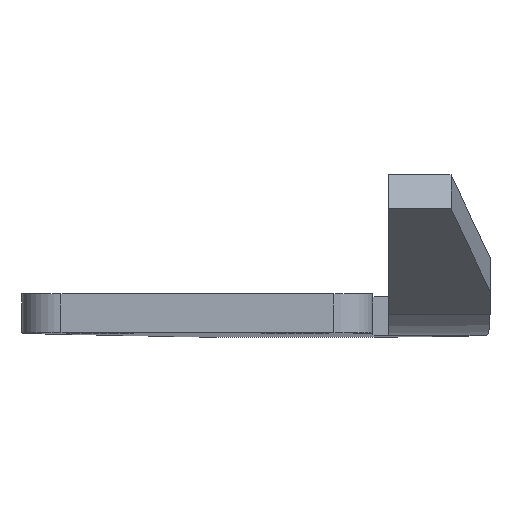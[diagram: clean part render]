
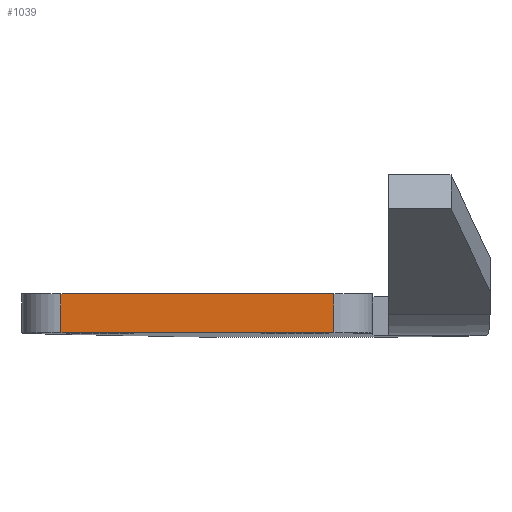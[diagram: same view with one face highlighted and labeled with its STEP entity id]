
A CAD part, top view. The second image highlights one B-rep face of the part: STEP entity #1039.
In plain terms, the highlighted planar face has unit normal (0, 0, 1).
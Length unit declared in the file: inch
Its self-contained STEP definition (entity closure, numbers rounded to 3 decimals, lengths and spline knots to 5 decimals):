
#12 = CARTESIAN_POINT ( 'NONE',  ( 0.75, 0.0625, -6.30698 ) ) ;
#23 = VERTEX_POINT ( 'NONE', #210 ) ;
#55 = DIRECTION ( 'NONE',  ( -1., 0., 0. ) ) ;
#81 = ORIENTED_EDGE ( 'NONE', *, *, #390, .T. ) ;
#93 = VECTOR ( 'NONE', #350, 39.37008 ) ;
#210 = CARTESIAN_POINT ( 'NONE',  ( 0.75, 0.1875, -6.30698 ) ) ;
#303 = DIRECTION ( 'NONE',  ( -1., 0., 0. ) ) ;
#310 = CARTESIAN_POINT ( 'NONE',  ( -0.125, 0.0625, -6.30698 ) ) ;
#314 = PLANE ( 'NONE',  #734 ) ;
#344 = ORIENTED_EDGE ( 'NONE', *, *, #1172, .F. ) ;
#350 = DIRECTION ( 'NONE',  ( 0., 1., 0. ) ) ;
#389 = CARTESIAN_POINT ( 'NONE',  ( 0., 0.0625, -6.30698 ) ) ;
#390 = EDGE_CURVE ( 'NONE', #759, #23, #413, .T. ) ;
#413 = LINE ( 'NONE', #725, #1030 ) ;
#497 = DIRECTION ( 'NONE',  ( 0., 1., 0. ) ) ;
#575 = DIRECTION ( 'NONE',  ( 0., 0., -1. ) ) ;
#650 = VERTEX_POINT ( 'NONE', #978 ) ;
#655 = CARTESIAN_POINT ( 'NONE',  ( -0.25, 0.1875, -6.30698 ) ) ;
#678 = LINE ( 'NONE', #655, #904 ) ;
#711 = ORIENTED_EDGE ( 'NONE', *, *, #1064, .F. ) ;
#725 = CARTESIAN_POINT ( 'NONE',  ( 0.75, 0.1875, -6.30698 ) ) ;
#729 = CARTESIAN_POINT ( 'NONE',  ( -0.25, 0.1875, -6.30698 ) ) ;
#734 = AXIS2_PLACEMENT_3D ( 'NONE', #729, #575, #866 ) ;
#759 = VERTEX_POINT ( 'NONE', #12 ) ;
#802 = LINE ( 'NONE', #389, #1208 ) ;
#823 = EDGE_LOOP ( 'NONE', ( #711, #344, #81, #926 ) ) ;
#866 = DIRECTION ( 'NONE',  ( -1., 0., 0. ) ) ;
#872 = CARTESIAN_POINT ( 'NONE',  ( -0.125, 0.1875, -6.30698 ) ) ;
#904 = VECTOR ( 'NONE', #55, 39.37008 ) ;
#926 = ORIENTED_EDGE ( 'NONE', *, *, #1046, .T. ) ;
#978 = CARTESIAN_POINT ( 'NONE',  ( -0.125, 0.1875, -6.30698 ) ) ;
#1030 = VECTOR ( 'NONE', #497, 39.37008 ) ;
#1039 = ADVANCED_FACE ( 'NONE', ( #1243 ), #314, .F. ) ;
#1046 = EDGE_CURVE ( 'NONE', #23, #650, #678, .T. ) ;
#1064 = EDGE_CURVE ( 'NONE', #1164, #650, #1092, .T. ) ;
#1092 = LINE ( 'NONE', #872, #93 ) ;
#1164 = VERTEX_POINT ( 'NONE', #310 ) ;
#1172 = EDGE_CURVE ( 'NONE', #759, #1164, #802, .T. ) ;
#1208 = VECTOR ( 'NONE', #303, 39.37008 ) ;
#1243 = FACE_OUTER_BOUND ( 'NONE', #823, .T. ) ;
